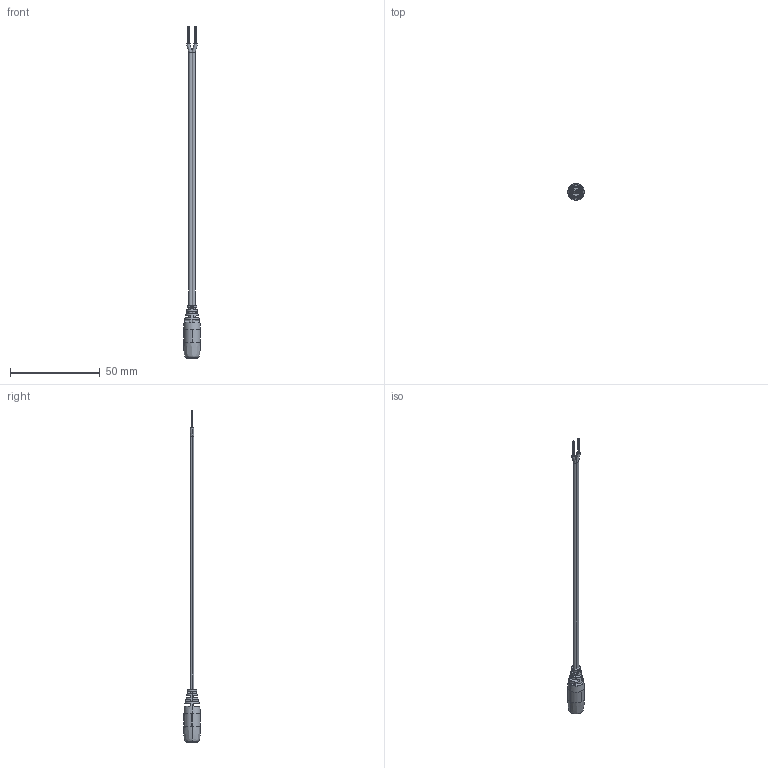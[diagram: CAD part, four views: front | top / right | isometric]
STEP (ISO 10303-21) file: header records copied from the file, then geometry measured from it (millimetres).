
FILE_DESCRIPTION (( 'STEP AP214' ), '1' );
FILE_NAME ('10-01098.STEP', '2015-10-16T17:19:59', ( 'Joel' ), ( 'Microsoft' ), 'SwSTEP 2.0', 'SolidWorks 2015', '' );
FILE_SCHEMA (( 'AUTOMOTIVE_DESIGN' ));
Length unit declared in the file: inch
Products named in the file (8): 10-01098; 30-00003_wst; 24-00005; 50-00057 contact; 50-00057 insulator; 50-00057 pin; 50-00057 shell; 50-00057
Assembly tree (7 placements, depth 3):
  10-01098
    30-00003_wst
    24-00005
    50-00057
      50-00057 contact
      50-00057 insulator
      50-00057 pin
      50-00057 shell
Bounding box: 9.4 x 9.4 x 185.06 mm (x, y, z)
Volume: 2081.1 mm3; surface area: 7820.1 mm2
Topology: 64 solids, 64 shells, 621 faces, 1360 edges, 886 vertices
Faces by surface type: cylinder 239, plane 232, bspline 96, torus 35, cone 19
Entity records: 25203 total; most frequent: CARTESIAN_POINT 7122, DIRECTION 2783, ORIENTED_EDGE 2704, EDGE_CURVE 1352, AXIS2_PLACEMENT_3D 1172, VERTEX_POINT 886, EDGE_LOOP 702, CIRCLE 636
